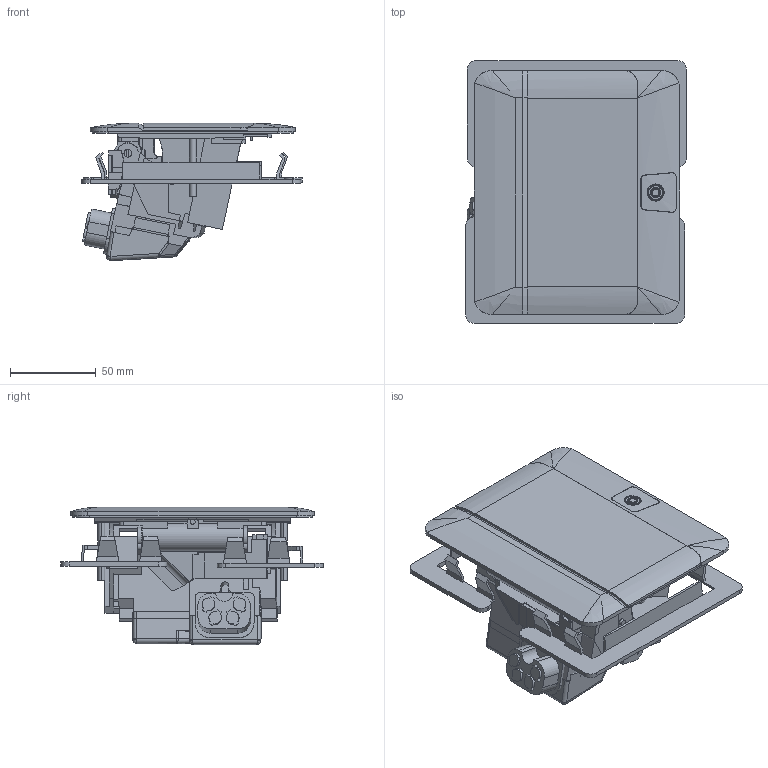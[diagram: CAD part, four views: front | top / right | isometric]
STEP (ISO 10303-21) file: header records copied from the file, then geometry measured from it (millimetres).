
FILE_DESCRIPTION(('CATIA V5 STEP Exchange','CAx-IF Rec.Pracs.--- Model Styling and Organization---1.4--- 2014-01-23'),'2;1');
FILE_NAME('LG-654000-654001-654002_.stp','2020-01-03T10:14:49+00:00',('none'),('none'),'CATIA Version 5-6 Release 2017 SP3','CATIA V5 STEP AP214','none');
FILE_SCHEMA(('AUTOMOTIVE_DESIGN { 1 0 10303 214 1 1 1 1 }'));
Length unit declared in the file: millimetre
Products named in the file (1): LG-654000.1
Bounding box: 129 x 153.3 x 80.21 mm (x, y, z)
Volume: 328495 mm3; surface area: 170999.7 mm2
Topology: 18 solids, 18 shells, 941 faces, 2601 edges, 1709 vertices
Faces by surface type: plane 749, cylinder 155, bspline 27, extrusion 8, cone 2
Entity records: 31670 total; most frequent: CARTESIAN_POINT 8920, ORIENTED_EDGE 5176, DIRECTION 3788, EDGE_CURVE 2588, VECTOR 2155, LINE 2147, VERTEX_POINT 1709, EDGE_LOOP 999
